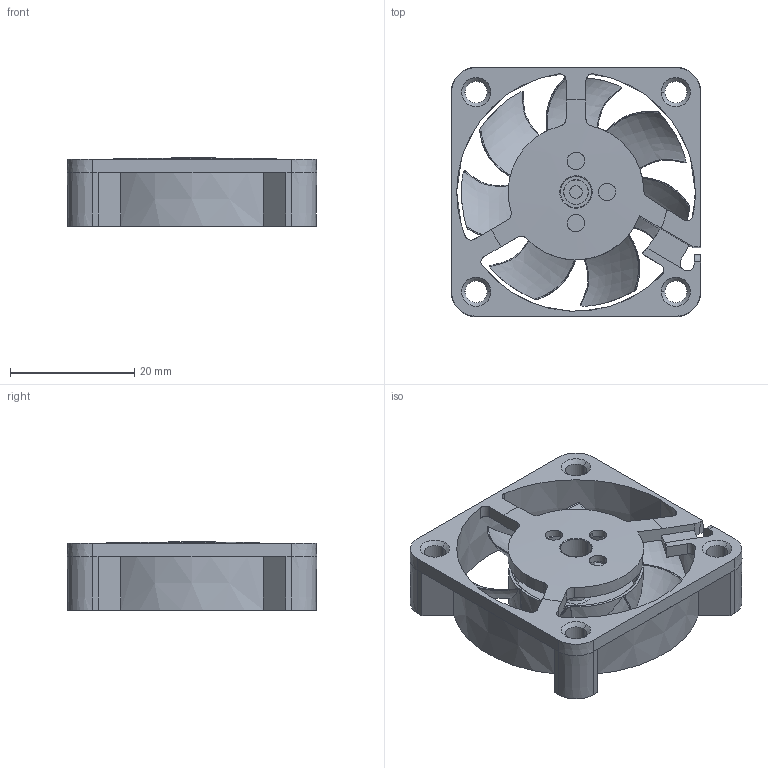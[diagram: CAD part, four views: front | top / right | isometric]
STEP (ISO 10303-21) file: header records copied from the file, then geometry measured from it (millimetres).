
FILE_DESCRIPTION (( 'STEP AP203' ), '1' );
FILE_NAME ('4010.STEP', '2017-06-21T01:50:33', ( '桑三博客' ), ( 'Www.SangSan.Cn' ), 'SwSTEP 2.0', 'SolidWorks 2014', '' );
FILE_SCHEMA (( 'CONFIG_CONTROL_DESIGN' ));
Length unit declared in the file: millimetre
Products named in the file (3): 4010y10; 4010; 4010ku
Assembly tree (2 placements, depth 2):
  4010
    4010ku
    4010y10
Bounding box: 40.1 x 40.1 x 10.94 mm (x, y, z)
Volume: 4305.9 mm3; surface area: 8636.2 mm2
Topology: 2 solids, 2 shells, 291 faces, 776 edges, 496 vertices
Faces by surface type: plane 116, bspline 65, cylinder 63, cone 43, torus 4
Entity records: 20850 total; most frequent: CARTESIAN_POINT 13934, ORIENTED_EDGE 1552, DIRECTION 1134, EDGE_CURVE 776, VERTEX_POINT 496, AXIS2_PLACEMENT_3D 416, EDGE_LOOP 320, LINE 302
